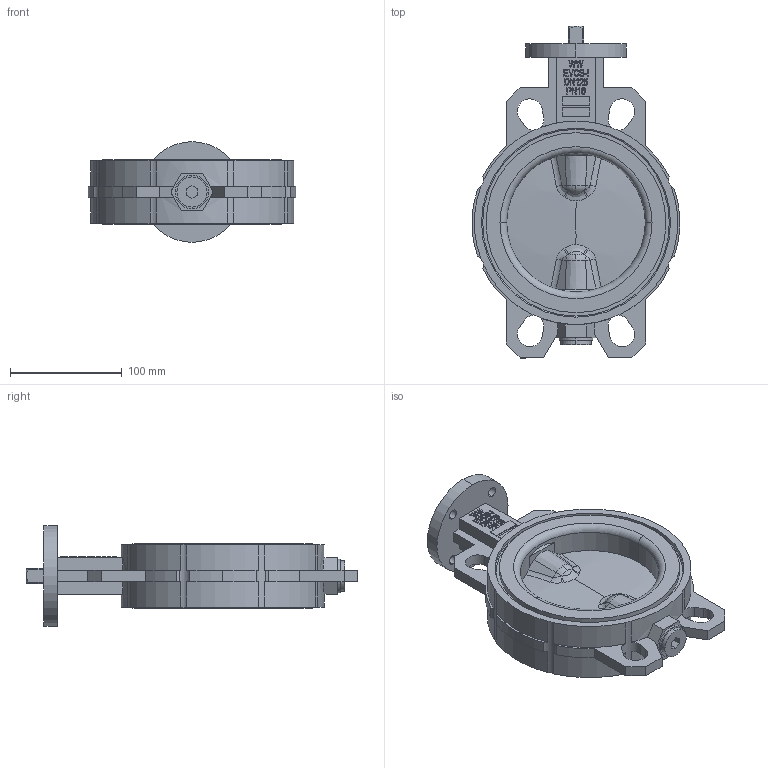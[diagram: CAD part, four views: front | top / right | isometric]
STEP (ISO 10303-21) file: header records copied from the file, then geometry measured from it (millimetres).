
FILE_DESCRIPTION (( 'STEP AP214' ), '1' );
FILE_NAME ('EVCS-i DN125 PN16 F07-L14.STEP', '2024-04-24T10:28:37', ( '' ), ( '' ), 'SwSTEP 2.0', 'SolidWorks 2015', '' );
FILE_SCHEMA (( 'AUTOMOTIVE_DESIGN' ));
Length unit declared in the file: millimetre
Products named in the file (1): EVCS-i DN125 PN16 F07-L14
Bounding box: 186 x 297 x 90 mm (x, y, z)
Volume: 1120319.4 mm3; surface area: 152799.5 mm2
Topology: 1 solids, 1 shells, 472 faces, 1282 edges, 839 vertices
Faces by surface type: plane 247, bspline 98, cylinder 86, torus 24, cone 13, sphere 4
Entity records: 24283 total; most frequent: CARTESIAN_POINT 8477, ORIENTED_EDGE 2564, DIRECTION 2089, EDGE_CURVE 1282, VERTEX_POINT 839, LINE 743, VECTOR 743, AXIS2_PLACEMENT_3D 673
